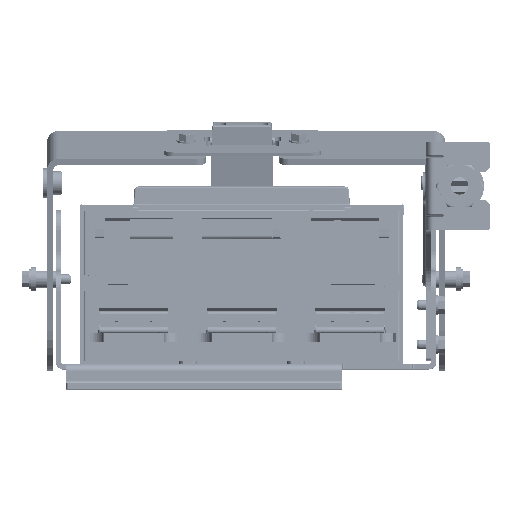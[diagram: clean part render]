
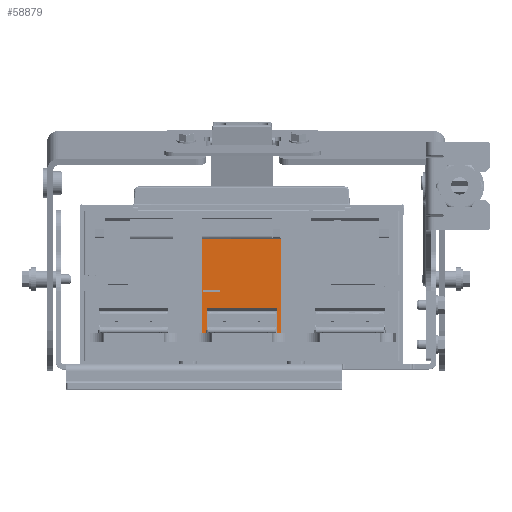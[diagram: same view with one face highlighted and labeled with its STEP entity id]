
A CAD part, top view. The second image highlights one B-rep face of the part: STEP entity #58879.
In plain terms, the highlighted planar face has unit normal (0, 0, 1).
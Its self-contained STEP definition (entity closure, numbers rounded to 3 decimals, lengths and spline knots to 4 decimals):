
#58686=DIRECTION('',(0.,1.,0.));
#58687=VECTOR('',#58686,1.3153);
#58688=CARTESIAN_POINT('',(-1.066,1.8602,
4.2717));
#58689=LINE('',#58688,#58687);
#58690=DIRECTION('',(1.,0.,0.));
#58691=VECTOR('',#58690,2.0079);
#58692=CARTESIAN_POINT('',(-1.066,3.1755,
4.2717));
#58693=LINE('',#58692,#58691);
#58694=DIRECTION('',(0.,-1.,0.));
#58695=VECTOR('',#58694,2.3881);
#58696=CARTESIAN_POINT('',(0.9418,3.1755,
4.2717));
#58697=LINE('',#58696,#58695);
#58698=DIRECTION('',(0.,-1.,0.));
#58699=VECTOR('',#58698,0.2362);
#58700=CARTESIAN_POINT('',(0.9418,0.7874,
4.2717));
#58701=LINE('',#58700,#58699);
#58702=DIRECTION('',(-1.,0.,0.));
#58703=VECTOR('',#58702,0.2756);
#58704=CARTESIAN_POINT('',(0.9418,0.5512,
4.2717));
#58705=LINE('',#58704,#58703);
#58706=DIRECTION('',(-1.,0.,0.));
#58707=VECTOR('',#58706,1.4567);
#58708=CARTESIAN_POINT('',(0.6662,0.5512,
4.2717));
#58709=LINE('',#58708,#58707);
#58710=DIRECTION('',(-1.,0.,0.));
#58711=VECTOR('',#58710,0.2559);
#58712=CARTESIAN_POINT('',(-0.7905,0.5512,
4.2717));
#58713=LINE('',#58712,#58711);
#58714=DIRECTION('',(0.,1.,0.));
#58715=VECTOR('',#58714,0.2362);
#58716=CARTESIAN_POINT('',(-1.0464,0.5512,
4.2717));
#58717=LINE('',#58716,#58715);
#58718=DIRECTION('',(-1.,0.,0.));
#58719=VECTOR('',#58718,0.0197);
#58720=CARTESIAN_POINT('',(-1.0464,0.7874,
4.2717));
#58721=LINE('',#58720,#58719);
#58722=DIRECTION('',(0.,1.,0.));
#58723=VECTOR('',#58722,1.0728);
#58724=CARTESIAN_POINT('',(-1.066,0.7874,
4.2717));
#58725=LINE('',#58724,#58723);
#58726=CARTESIAN_POINT('',(-1.066,1.8602,
4.2717));
#58727=CARTESIAN_POINT('',(-1.0657,1.8545,
4.2717));
#58728=CARTESIAN_POINT('',(-1.0631,1.8445,
4.2717));
#58729=CARTESIAN_POINT('',(-1.0519,1.8335,
4.2717));
#58730=CARTESIAN_POINT('',(-1.0422,1.831,
4.2717));
#58731=CARTESIAN_POINT('',(-1.0365,1.8307,
4.2717));
#58733=DIRECTION('',(1.,0.,0.));
#58734=VECTOR('',#58733,0.3937);
#58735=CARTESIAN_POINT('',(-1.0365,1.8307,
4.2717));
#58736=LINE('',#58735,#58734);
#58737=CARTESIAN_POINT('',(-0.6428,1.8307,
4.2717));
#58738=CARTESIAN_POINT('',(-0.637,1.831,
4.2717));
#58739=CARTESIAN_POINT('',(-0.6271,1.8337,
4.2717));
#58740=CARTESIAN_POINT('',(-0.6161,1.8448,
4.2717));
#58741=CARTESIAN_POINT('',(-0.6136,1.8546,
4.2717));
#58742=CARTESIAN_POINT('',(-0.6133,1.8602,
4.2717));
#58744=CARTESIAN_POINT('',(-0.6133,1.8602,
4.2717));
#58745=CARTESIAN_POINT('',(-0.6136,1.866,
4.2717));
#58746=CARTESIAN_POINT('',(-0.6162,1.8759,
4.2717));
#58747=CARTESIAN_POINT('',(-0.6274,1.8869,
4.2717));
#58748=CARTESIAN_POINT('',(-0.6372,1.8895,
4.2717));
#58749=CARTESIAN_POINT('',(-0.6428,1.8898,
4.2717));
#58751=DIRECTION('',(-1.,0.,0.));
#58752=VECTOR('',#58751,0.3937);
#58753=CARTESIAN_POINT('',(-0.6428,1.8898,
4.2717));
#58754=LINE('',#58753,#58752);
#58755=CARTESIAN_POINT('',(-1.0365,1.8898,
4.2717));
#58756=CARTESIAN_POINT('',(-1.0423,1.8894,
4.2717));
#58757=CARTESIAN_POINT('',(-1.0522,1.8868,
4.2717));
#58758=CARTESIAN_POINT('',(-1.0632,1.8757,
4.2717));
#58759=CARTESIAN_POINT('',(-1.0658,1.8659,
4.2717));
#58760=CARTESIAN_POINT('',(-1.066,1.8602,
4.2717));
#58762=DIRECTION('',(-1.,0.,0.));
#58763=VECTOR('',#58762,1.7717);
#58764=CARTESIAN_POINT('',(0.8237,1.418,
4.2717));
#58765=LINE('',#58764,#58763);
#58766=DIRECTION('',(0.,-1.,0.));
#58767=VECTOR('',#58766,0.6306);
#58768=CARTESIAN_POINT('',(-0.9479,1.418,
4.2717));
#58769=LINE('',#58768,#58767);
#58770=DIRECTION('',(0.,-1.,0.));
#58771=VECTOR('',#58770,0.0591);
#58772=CARTESIAN_POINT('',(-0.9479,0.7874,
4.2717));
#58773=LINE('',#58772,#58771);
#58774=DIRECTION('',(1.,0.,0.));
#58775=VECTOR('',#58774,1.7717);
#58776=CARTESIAN_POINT('',(-0.9479,0.7283,
4.2717));
#58777=LINE('',#58776,#58775);
#58778=DIRECTION('',(0.,1.,0.));
#58779=VECTOR('',#58778,0.0591);
#58780=CARTESIAN_POINT('',(0.8237,0.7283,
4.2717));
#58781=LINE('',#58780,#58779);
#58782=DIRECTION('',(0.,1.,0.));
#58783=VECTOR('',#58782,0.6306);
#58784=CARTESIAN_POINT('',(0.8237,0.7874,
4.2717));
#58785=LINE('',#58784,#58783);
#58786=CARTESIAN_POINT('',(-1.066,3.1755,
4.2717));
#58787=CARTESIAN_POINT('',(-1.066,1.8602,
4.2717));
#58788=VERTEX_POINT('',#58786);
#58789=VERTEX_POINT('',#58787);
#58790=VERTEX_POINT('',#58755);
#58791=CARTESIAN_POINT('',(-0.6428,1.8898,
4.2717));
#58792=VERTEX_POINT('',#58791);
#58793=VERTEX_POINT('',#58744);
#58794=VERTEX_POINT('',#58737);
#58795=CARTESIAN_POINT('',(-1.0365,1.8307,
4.2717));
#58796=VERTEX_POINT('',#58795);
#58797=VERTEX_POINT('',#58726);
#58798=CARTESIAN_POINT('',(-1.066,0.7874,
4.2717));
#58799=VERTEX_POINT('',#58798);
#58800=CARTESIAN_POINT('',(-1.0464,0.7874,
4.2717));
#58801=VERTEX_POINT('',#58800);
#58802=CARTESIAN_POINT('',(-1.0464,0.5512,
4.2717));
#58803=VERTEX_POINT('',#58802);
#58804=CARTESIAN_POINT('',(-0.7905,0.5512,
4.2717));
#58805=VERTEX_POINT('',#58804);
#58806=CARTESIAN_POINT('',(0.6662,0.5512,
4.2717));
#58807=VERTEX_POINT('',#58806);
#58808=CARTESIAN_POINT('',(0.9418,0.5512,
4.2717));
#58809=VERTEX_POINT('',#58808);
#58810=CARTESIAN_POINT('',(0.9418,0.7874,
4.2717));
#58811=VERTEX_POINT('',#58810);
#58812=CARTESIAN_POINT('',(0.9418,3.1755,
4.2717));
#58813=VERTEX_POINT('',#58812);
#58814=CARTESIAN_POINT('',(-0.9479,1.418,
4.2717));
#58815=CARTESIAN_POINT('',(0.8237,1.418,
4.2717));
#58816=VERTEX_POINT('',#58814);
#58817=VERTEX_POINT('',#58815);
#58818=CARTESIAN_POINT('',(0.8237,0.7874,
4.2717));
#58819=VERTEX_POINT('',#58818);
#58820=CARTESIAN_POINT('',(0.8237,0.7283,
4.2717));
#58821=VERTEX_POINT('',#58820);
#58822=CARTESIAN_POINT('',(-0.9479,0.7283,
4.2717));
#58823=VERTEX_POINT('',#58822);
#58824=CARTESIAN_POINT('',(-0.9479,0.7874,
4.2717));
#58825=VERTEX_POINT('',#58824);
#58826=CARTESIAN_POINT('',(-0.0621,1.8633,
4.2717));
#58827=DIRECTION('',(0.,0.,1.));
#58828=DIRECTION('',(-1.,0.,0.));
#58829=AXIS2_PLACEMENT_3D('',#58826,#58827,#58828);
#58830=PLANE('',#58829);
#58832=ORIENTED_EDGE('',*,*,#58831,.T.);
#58834=ORIENTED_EDGE('',*,*,#58833,.T.);
#58836=ORIENTED_EDGE('',*,*,#58835,.T.);
#58838=ORIENTED_EDGE('',*,*,#58837,.T.);
#58840=ORIENTED_EDGE('',*,*,#58839,.T.);
#58842=ORIENTED_EDGE('',*,*,#58841,.T.);
#58844=ORIENTED_EDGE('',*,*,#58843,.T.);
#58846=ORIENTED_EDGE('',*,*,#58845,.T.);
#58848=ORIENTED_EDGE('',*,*,#58847,.T.);
#58850=ORIENTED_EDGE('',*,*,#58849,.T.);
#58852=ORIENTED_EDGE('',*,*,#58851,.T.);
#58854=ORIENTED_EDGE('',*,*,#58853,.T.);
#58856=ORIENTED_EDGE('',*,*,#58855,.T.);
#58858=ORIENTED_EDGE('',*,*,#58857,.T.);
#58860=ORIENTED_EDGE('',*,*,#58859,.T.);
#58862=ORIENTED_EDGE('',*,*,#58861,.T.);
#58863=EDGE_LOOP('',(#58832,#58834,#58836,#58838,#58840,#58842,#58844,#58846,
#58848,#58850,#58852,#58854,#58856,#58858,#58860,#58862));
#58864=FACE_OUTER_BOUND('',#58863,.F.);
#58866=ORIENTED_EDGE('',*,*,#58865,.T.);
#58868=ORIENTED_EDGE('',*,*,#58867,.T.);
#58870=ORIENTED_EDGE('',*,*,#58869,.T.);
#58872=ORIENTED_EDGE('',*,*,#58871,.T.);
#58874=ORIENTED_EDGE('',*,*,#58873,.T.);
#58876=ORIENTED_EDGE('',*,*,#58875,.T.);
#58877=EDGE_LOOP('',(#58866,#58868,#58870,#58872,#58874,#58876));
#58878=FACE_BOUND('',#58877,.F.);
#58879=ADVANCED_FACE('',(#58864,#58878),#58830,.T.);
#58732=B_SPLINE_CURVE_WITH_KNOTS('',3,(#58726,#58727,#58728,#58729,#58730,
#58731),.UNSPECIFIED.,.F.,.F.,(4,1,1,4),(0.,0.3333,
0.6667,1.),.UNSPECIFIED.);
#58743=B_SPLINE_CURVE_WITH_KNOTS('',3,(#58737,#58738,#58739,#58740,#58741,
#58742),.UNSPECIFIED.,.F.,.F.,(4,1,1,4),(0.,0.3333,
0.6667,1.),.UNSPECIFIED.);
#58750=B_SPLINE_CURVE_WITH_KNOTS('',3,(#58744,#58745,#58746,#58747,#58748,
#58749),.UNSPECIFIED.,.F.,.F.,(4,1,1,4),(0.,0.3333,
0.6667,1.),.UNSPECIFIED.);
#58761=B_SPLINE_CURVE_WITH_KNOTS('',3,(#58755,#58756,#58757,#58758,#58759,
#58760),.UNSPECIFIED.,.F.,.F.,(4,1,1,4),(0.,0.3333,
0.6667,1.),.UNSPECIFIED.);
#58831=EDGE_CURVE('',#58789,#58788,#58689,.T.);
#58833=EDGE_CURVE('',#58788,#58813,#58693,.T.);
#58835=EDGE_CURVE('',#58813,#58811,#58697,.T.);
#58837=EDGE_CURVE('',#58811,#58809,#58701,.T.);
#58839=EDGE_CURVE('',#58809,#58807,#58705,.T.);
#58841=EDGE_CURVE('',#58807,#58805,#58709,.T.);
#58843=EDGE_CURVE('',#58805,#58803,#58713,.T.);
#58845=EDGE_CURVE('',#58803,#58801,#58717,.T.);
#58847=EDGE_CURVE('',#58801,#58799,#58721,.T.);
#58849=EDGE_CURVE('',#58799,#58797,#58725,.T.);
#58851=EDGE_CURVE('',#58797,#58796,#58732,.T.);
#58853=EDGE_CURVE('',#58796,#58794,#58736,.T.);
#58855=EDGE_CURVE('',#58794,#58793,#58743,.T.);
#58857=EDGE_CURVE('',#58793,#58792,#58750,.T.);
#58859=EDGE_CURVE('',#58792,#58790,#58754,.T.);
#58861=EDGE_CURVE('',#58790,#58789,#58761,.T.);
#58865=EDGE_CURVE('',#58817,#58816,#58765,.T.);
#58867=EDGE_CURVE('',#58816,#58825,#58769,.T.);
#58869=EDGE_CURVE('',#58825,#58823,#58773,.T.);
#58871=EDGE_CURVE('',#58823,#58821,#58777,.T.);
#58873=EDGE_CURVE('',#58821,#58819,#58781,.T.);
#58875=EDGE_CURVE('',#58819,#58817,#58785,.T.);
